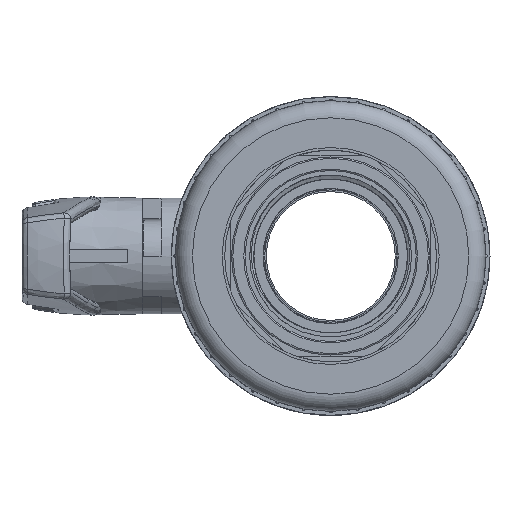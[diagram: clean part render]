
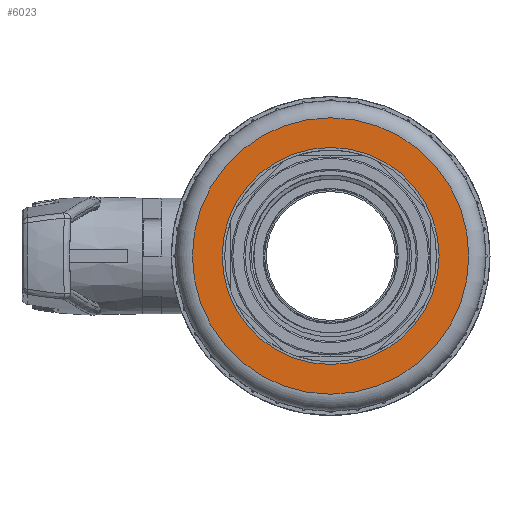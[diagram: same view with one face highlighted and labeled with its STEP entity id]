
A CAD part, left-side view. The second image highlights one B-rep face of the part: STEP entity #6023.
In plain terms, the highlighted planar face has unit normal (-1, 0, 0).
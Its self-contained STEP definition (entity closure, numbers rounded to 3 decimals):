
#6023=ADVANCED_FACE('',(#7096,#7097),#6668,.F.);
#6668=PLANE('',#20702);
#7096=FACE_BOUND('',#8206,.T.);
#7097=FACE_BOUND('',#8207,.T.);
#8206=EDGE_LOOP('',(#12950));
#8207=EDGE_LOOP('',(#12951));
#12950=ORIENTED_EDGE('',*,*,#18184,.T.);
#12951=ORIENTED_EDGE('',*,*,#18185,.T.);
#15605=VERTEX_POINT('',#43728);
#15606=VERTEX_POINT('',#43730);
#18184=EDGE_CURVE('',#15605,#15605,#19241,.T.);
#18185=EDGE_CURVE('',#15606,#15606,#19242,.T.);
#19241=CIRCLE('',#20700,50.91);
#19242=CIRCLE('',#20701,39.979);
#20700=AXIS2_PLACEMENT_3D('',#43727,#24920,#24921);
#20701=AXIS2_PLACEMENT_3D('',#43729,#24922,#24923);
#20702=AXIS2_PLACEMENT_3D('',#43731,#24924,#24925);
#24920=DIRECTION('',(-1.,0.,0.));
#24921=DIRECTION('',(0.,1.,0.));
#24922=DIRECTION('',(1.,0.,0.));
#24923=DIRECTION('',(0.,0.,-1.));
#24924=DIRECTION('',(1.,0.,0.));
#24925=DIRECTION('',(0.,-1.,0.));
#43727=CARTESIAN_POINT('',(-103.138,-1.25,0.));
#43728=CARTESIAN_POINT('',(-103.138,49.66,0.));
#43729=CARTESIAN_POINT('',(-103.138,-1.25,0.));
#43730=CARTESIAN_POINT('',(-103.138,-1.25,-39.979));
#43731=CARTESIAN_POINT('',(-103.138,55.907,0.));
